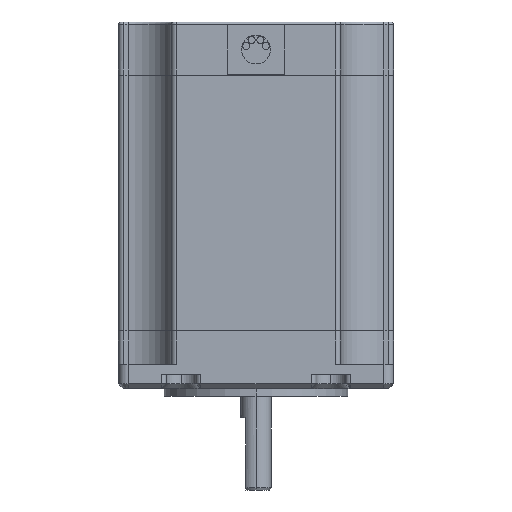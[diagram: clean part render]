
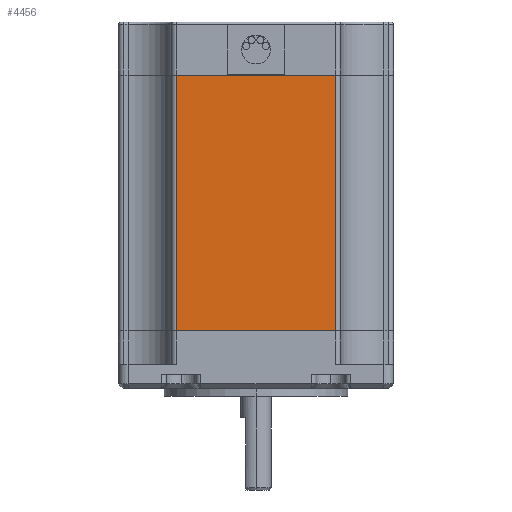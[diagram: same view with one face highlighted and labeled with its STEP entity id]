
A CAD part, left-side view. The second image highlights one B-rep face of the part: STEP entity #4456.
In plain terms, the highlighted planar face has unit normal (-1, 0, 0).
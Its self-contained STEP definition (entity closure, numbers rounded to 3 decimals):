
#159 = DIRECTION ( 'NONE',  ( 0., 0., 1. ) ) ;
#407 = VERTEX_POINT ( 'NONE', #4468 ) ;
#975 = CARTESIAN_POINT ( 'NONE',  ( -28.45, 16.55, 12. ) ) ;
#1217 = ORIENTED_EDGE ( 'NONE', *, *, #2516, .T. ) ;
#1375 = DIRECTION ( 'NONE',  ( 0., -1., 0. ) ) ;
#1395 = CARTESIAN_POINT ( 'NONE',  ( -28.45, 16.55, 12. ) ) ;
#1697 = CARTESIAN_POINT ( 'NONE',  ( -28.45, -16.55, 12. ) ) ;
#1704 = VECTOR ( 'NONE', #1375, 1000. ) ;
#1795 = CARTESIAN_POINT ( 'NONE',  ( -28.45, 16.55, 12. ) ) ;
#2001 = VERTEX_POINT ( 'NONE', #5165 ) ;
#2189 = LINE ( 'NONE', #5738, #4608 ) ;
#2242 = LINE ( 'NONE', #1395, #5337 ) ;
#2516 = EDGE_CURVE ( 'NONE', #4463, #2001, #6290, .T. ) ;
#2550 = ORIENTED_EDGE ( 'NONE', *, *, #4290, .T. ) ;
#2899 = DIRECTION ( 'NONE',  ( 0., 0., 1. ) ) ;
#2942 = DIRECTION ( 'NONE',  ( 0., -1., 0. ) ) ;
#2973 = PLANE ( 'NONE',  #5133 ) ;
#3670 = ORIENTED_EDGE ( 'NONE', *, *, #4361, .F. ) ;
#4009 = EDGE_LOOP ( 'NONE', ( #3670, #4466, #1217, #2550 ) ) ;
#4186 = DIRECTION ( 'NONE',  ( 0., -1., 0. ) ) ;
#4290 = EDGE_CURVE ( 'NONE', #2001, #4762, #5637, .T. ) ;
#4351 = DIRECTION ( 'NONE',  ( -1., 0., 0. ) ) ;
#4361 = EDGE_CURVE ( 'NONE', #407, #4762, #2189, .T. ) ;
#4456 = ADVANCED_FACE ( 'NONE', ( #5404 ), #2973, .T. ) ;
#4463 = VERTEX_POINT ( 'NONE', #975 ) ;
#4466 = ORIENTED_EDGE ( 'NONE', *, *, #4772, .F. ) ;
#4468 = CARTESIAN_POINT ( 'NONE',  ( -28.45, 16.55, 65. ) ) ;
#4608 = VECTOR ( 'NONE', #4186, 1000. ) ;
#4633 = CARTESIAN_POINT ( 'NONE',  ( -28.45, -16.55, 65. ) ) ;
#4762 = VERTEX_POINT ( 'NONE', #4633 ) ;
#4772 = EDGE_CURVE ( 'NONE', #4463, #407, #2242, .T. ) ;
#5033 = VECTOR ( 'NONE', #159, 1000. ) ;
#5133 = AXIS2_PLACEMENT_3D ( 'NONE', #6393, #4351, #2942 ) ;
#5165 = CARTESIAN_POINT ( 'NONE',  ( -28.45, -16.55, 12. ) ) ;
#5337 = VECTOR ( 'NONE', #2899, 1000. ) ;
#5404 = FACE_OUTER_BOUND ( 'NONE', #4009, .T. ) ;
#5637 = LINE ( 'NONE', #1697, #5033 ) ;
#5738 = CARTESIAN_POINT ( 'NONE',  ( -28.45, 16.55, 65. ) ) ;
#6290 = LINE ( 'NONE', #1795, #1704 ) ;
#6393 = CARTESIAN_POINT ( 'NONE',  ( -28.45, 16.55, 12. ) ) ;
